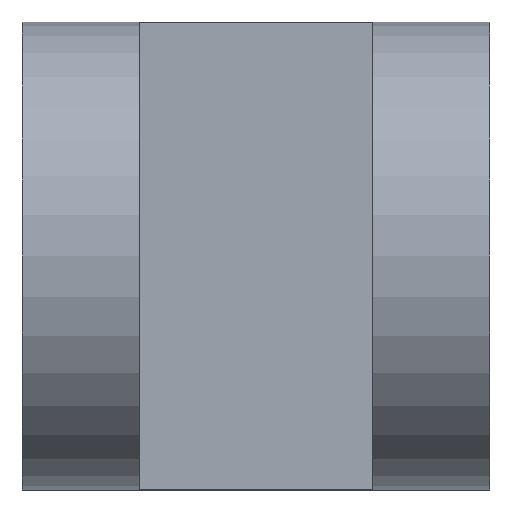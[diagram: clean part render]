
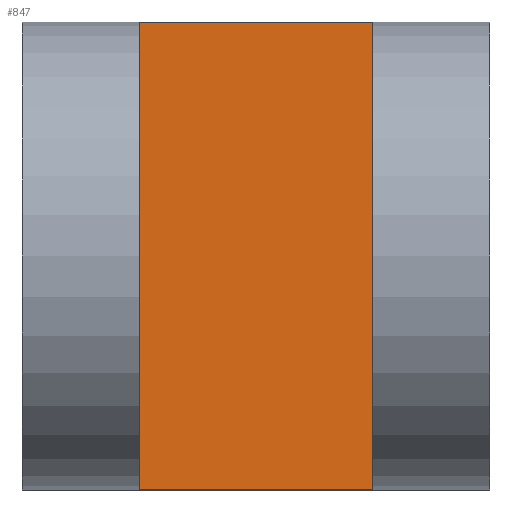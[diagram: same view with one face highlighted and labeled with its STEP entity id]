
A CAD part, left-side view. The second image highlights one B-rep face of the part: STEP entity #847.
In plain terms, the highlighted planar face has unit normal (-1, 0, 0).
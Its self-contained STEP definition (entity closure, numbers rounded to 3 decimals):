
#30=LINE('',#1246,#116);
#35=LINE('',#1256,#121);
#45=LINE('',#1279,#131);
#52=LINE('',#1297,#138);
#56=LINE('',#1304,#142);
#63=LINE('',#1327,#149);
#64=LINE('',#1330,#150);
#73=LINE('',#1349,#159);
#74=LINE('',#1352,#160);
#80=LINE('',#1363,#166);
#81=LINE('',#1365,#167);
#82=LINE('',#1366,#168);
#116=VECTOR('',#998,10.);
#121=VECTOR('',#1005,10.);
#131=VECTOR('',#1029,10.);
#138=VECTOR('',#1040,10.);
#142=VECTOR('',#1044,10.);
#149=VECTOR('',#1069,10.);
#150=VECTOR('',#1072,10.);
#159=VECTOR('',#1093,10.);
#160=VECTOR('',#1096,10.);
#166=VECTOR('',#1106,10.);
#167=VECTOR('',#1109,10.);
#168=VECTOR('',#1110,10.);
#247=FACE_OUTER_BOUND('',#304,.T.);
#304=EDGE_LOOP('',(#674,#675,#676,#677,#678,#679,#680,#681,#682,#683,#684,
#685));
#373=VERTEX_POINT('',#1243);
#374=VERTEX_POINT('',#1245);
#376=VERTEX_POINT('',#1250);
#378=VERTEX_POINT('',#1254);
#386=VERTEX_POINT('',#1282);
#392=VERTEX_POINT('',#1294);
#393=VERTEX_POINT('',#1296);
#396=VERTEX_POINT('',#1302);
#403=VERTEX_POINT('',#1325);
#404=VERTEX_POINT('',#1329);
#409=VERTEX_POINT('',#1351);
#412=VERTEX_POINT('',#1361);
#452=EDGE_CURVE('',#374,#373,#30,.T.);
#457=EDGE_CURVE('',#376,#378,#35,.T.);
#469=EDGE_CURVE('',#378,#374,#45,.T.);
#477=EDGE_CURVE('',#393,#392,#52,.T.);
#481=EDGE_CURVE('',#386,#396,#56,.T.);
#492=EDGE_CURVE('',#392,#403,#63,.T.);
#493=EDGE_CURVE('',#404,#386,#64,.T.);
#503=EDGE_CURVE('',#403,#404,#73,.T.);
#504=EDGE_CURVE('',#393,#409,#74,.T.);
#510=EDGE_CURVE('',#396,#412,#80,.T.);
#511=EDGE_CURVE('',#409,#373,#81,.T.);
#512=EDGE_CURVE('',#376,#412,#82,.T.);
#674=ORIENTED_EDGE('',*,*,#452,.T.);
#675=ORIENTED_EDGE('',*,*,#511,.F.);
#676=ORIENTED_EDGE('',*,*,#504,.F.);
#677=ORIENTED_EDGE('',*,*,#477,.T.);
#678=ORIENTED_EDGE('',*,*,#492,.T.);
#679=ORIENTED_EDGE('',*,*,#503,.T.);
#680=ORIENTED_EDGE('',*,*,#493,.T.);
#681=ORIENTED_EDGE('',*,*,#481,.T.);
#682=ORIENTED_EDGE('',*,*,#510,.T.);
#683=ORIENTED_EDGE('',*,*,#512,.F.);
#684=ORIENTED_EDGE('',*,*,#457,.T.);
#685=ORIENTED_EDGE('',*,*,#469,.T.);
#803=PLANE('',#929);
#847=ADVANCED_FACE('',(#247),#803,.T.);
#929=AXIS2_PLACEMENT_3D('',#1364,#1107,#1108);
#998=DIRECTION('',(0.,1.,0.));
#1005=DIRECTION('',(0.,-1.,0.));
#1029=DIRECTION('',(0.,0.,-1.));
#1040=DIRECTION('',(0.,0.,1.));
#1044=DIRECTION('',(0.,0.,1.));
#1069=DIRECTION('',(0.,1.,0.));
#1072=DIRECTION('',(0.,-1.,0.));
#1093=DIRECTION('',(0.,0.,1.));
#1096=DIRECTION('',(0.,1.,0.));
#1106=DIRECTION('',(0.,1.,0.));
#1107=DIRECTION('center_axis',(-1.,0.,0.));
#1108=DIRECTION('ref_axis',(0.,0.,1.));
#1109=DIRECTION('',(0.,0.,1.));
#1110=DIRECTION('',(0.,0.,1.));
#1243=CARTESIAN_POINT('',(40.,60.,-20.));
#1245=CARTESIAN_POINT('',(40.,45.,-20.));
#1246=CARTESIAN_POINT('',(40.,30.,-20.));
#1250=CARTESIAN_POINT('',(40.,60.,20.));
#1254=CARTESIAN_POINT('',(40.,45.,20.));
#1256=CARTESIAN_POINT('',(40.,30.,20.));
#1279=CARTESIAN_POINT('',(40.,45.,-15.));
#1282=CARTESIAN_POINT('',(40.,0.,20.));
#1294=CARTESIAN_POINT('',(40.,0.,-20.));
#1296=CARTESIAN_POINT('',(40.,0.,-30.));
#1297=CARTESIAN_POINT('',(40.,0.,-30.));
#1302=CARTESIAN_POINT('',(40.,0.,30.));
#1304=CARTESIAN_POINT('',(40.,0.,-30.));
#1325=CARTESIAN_POINT('',(40.,15.,-20.));
#1327=CARTESIAN_POINT('',(40.,0.,-20.));
#1329=CARTESIAN_POINT('',(40.,15.,20.));
#1330=CARTESIAN_POINT('',(40.,0.,20.));
#1349=CARTESIAN_POINT('',(40.,15.,-15.));
#1351=CARTESIAN_POINT('',(40.,60.,-30.));
#1352=CARTESIAN_POINT('',(40.,0.,-30.));
#1361=CARTESIAN_POINT('',(40.,60.,30.));
#1363=CARTESIAN_POINT('',(40.,0.,30.));
#1364=CARTESIAN_POINT('Origin',(40.,0.,-30.));
#1365=CARTESIAN_POINT('',(40.,60.,-30.));
#1366=CARTESIAN_POINT('',(40.,60.,-30.));
